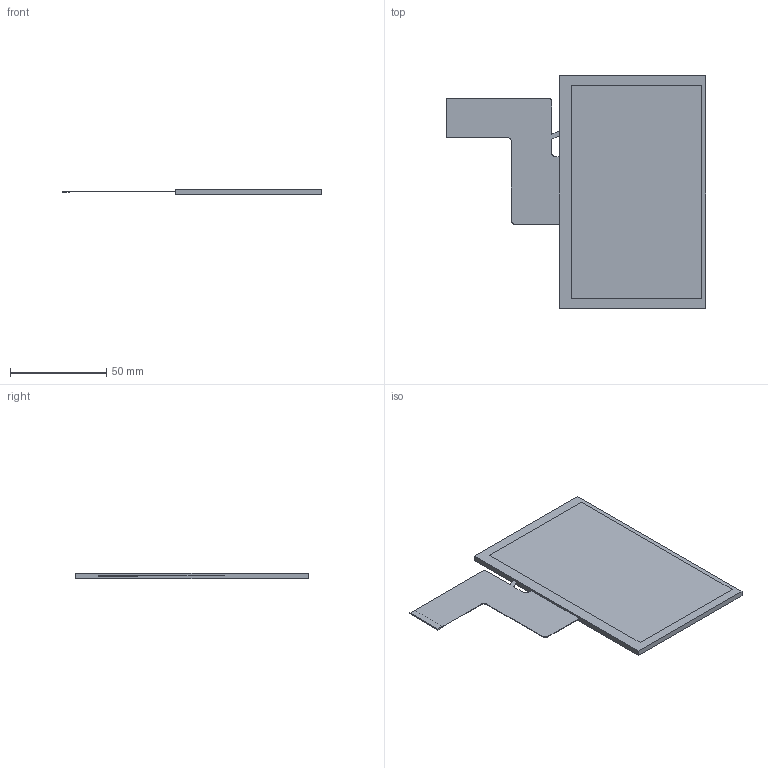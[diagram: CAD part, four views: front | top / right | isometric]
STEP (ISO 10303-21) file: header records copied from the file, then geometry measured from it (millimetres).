
FILE_DESCRIPTION(/* description */ ('Baugruppenname?'),/* implementation_level */ '2;1');
FILE_NAME(/* name */ '5_zoll.step',/* time_stamp */ '2023-03-07T12:43:34+01:00',/* author */ ('nicob'),/* organization */ ('HTBLA Kaindorf'),/* preprocessor_version */ 'ST-DEVELOPER v19',/* originating_system */ 'Autodesk Inventor 2023',/* authorisation */ '');
FILE_SCHEMA (('AUTOMOTIVE_DESIGN { 1 0 10303 214 3 1 1 }'));
Length unit declared in the file: millimetre
Products named in the file (4): Baugruppennummer?; Nummer?; Nummer?_1; Bauteilnummer?
Assembly tree (3 placements, depth 2):
  Baugruppennummer?
    Nummer?
    Nummer?_1
    Bauteilnummer?
Bounding box: 134.45 x 120.7 x 2.85 mm (x, y, z)
Volume: 26759.3 mm3; surface area: 25959.7 mm2
Topology: 3 solids, 3 shells, 36 faces, 90 edges, 60 vertices
Faces by surface type: plane 32, cylinder 4
Entity records: 1241 total; most frequent: CARTESIAN_POINT 193, DIRECTION 184, ORIENTED_EDGE 180, EDGE_CURVE 90, LINE 82, VECTOR 82, VERTEX_POINT 60, AXIS2_PLACEMENT_3D 51
